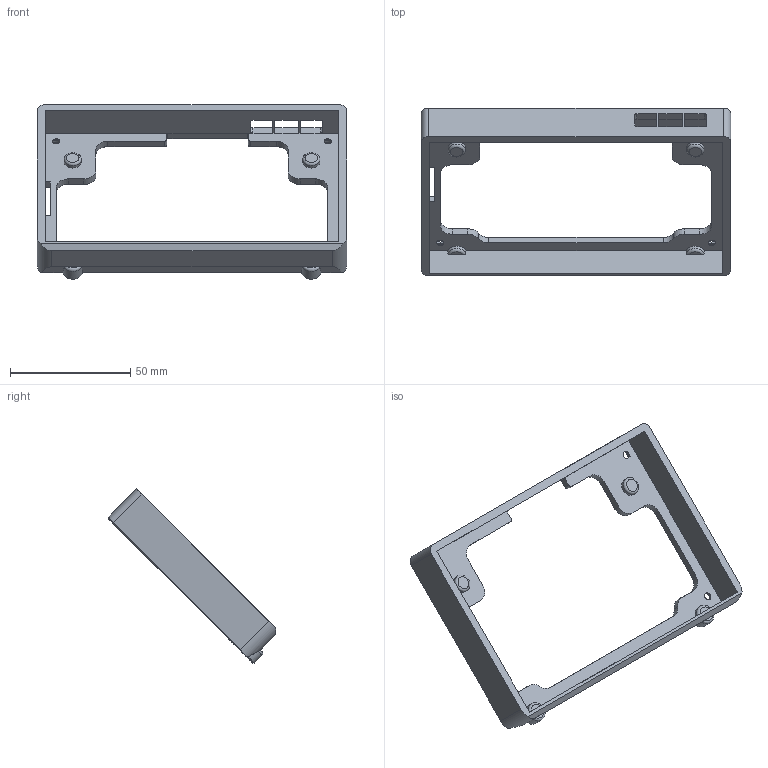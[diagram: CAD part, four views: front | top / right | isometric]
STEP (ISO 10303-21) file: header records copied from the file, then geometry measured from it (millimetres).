
FILE_DESCRIPTION(/* description */ (''),/* implementation_level */ '2;1');
FILE_NAME(/* name */ '[a] BTT_Pi_TFT50_v2_cover.step',/* time_stamp */ '2024-07-29T21:18:37-05:00',/* author */ (''),/* organization */ (''),/* preprocessor_version */ 'ST-DEVELOPER v20',/* originating_system */ 'Autodesk Translation Framework v13.14.0.145',/* authorisation */ '');
FILE_SCHEMA (('AUTOMOTIVE_DESIGN { 1 0 10303 214 3 1 1 }'));
Length unit declared in the file: millimetre
Products named in the file (3): PITFT50_45_degree_mount; BTT PITFT50 Mount v1; BTT PI TFT50 v2-cover
Assembly tree (2 placements, depth 3):
  PITFT50_45_degree_mount
    BTT PITFT50 Mount v1
      BTT PI TFT50 v2-cover
Bounding box: 128.8 x 69.65 x 72.54 mm (x, y, z)
Volume: 29375.8 mm3; surface area: 21547.1 mm2
Topology: 1 solids, 1 shells, 210 faces, 530 edges, 324 vertices
Faces by surface type: plane 126, cylinder 50, cone 28, torus 6
Full cylindrical faces by diameter (mm): 3 x4, 5 x4, 5.5 x4, 7.2 x2
Entity records: 6419 total; most frequent: CARTESIAN_POINT 1173, DIRECTION 1112, ORIENTED_EDGE 1060, EDGE_CURVE 530, AXIS2_PLACEMENT_3D 387, LINE 338, VECTOR 338, VERTEX_POINT 324
